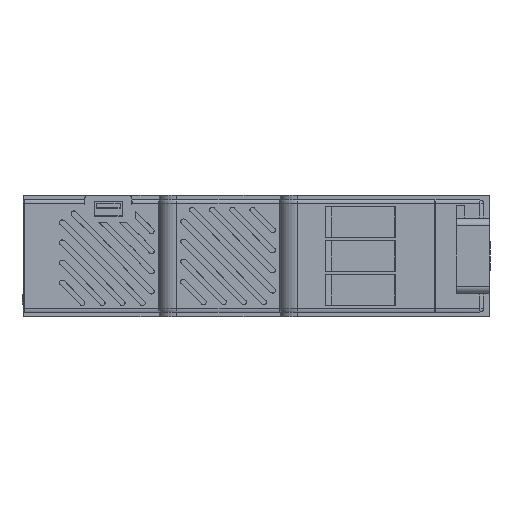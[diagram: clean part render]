
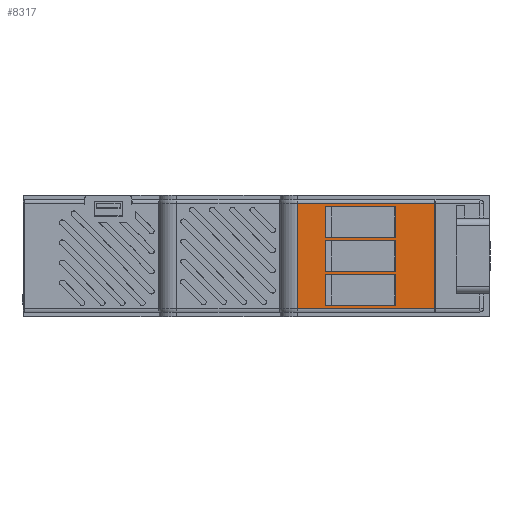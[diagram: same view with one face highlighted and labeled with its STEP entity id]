
A CAD part, left-side view. The second image highlights one B-rep face of the part: STEP entity #8317.
In plain terms, the highlighted planar face has unit normal (-1, 0, 0).
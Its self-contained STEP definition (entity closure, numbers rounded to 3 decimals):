
#346 = LINE ( 'NONE', #2188, #4303 ) ;
#436 = EDGE_LOOP ( 'NONE', ( #6452, #11418, #9681, #4698 ) ) ;
#498 = FACE_BOUND ( 'NONE', #436, .T. ) ;
#688 = VERTEX_POINT ( 'NONE', #10617 ) ;
#825 = VERTEX_POINT ( 'NONE', #7150 ) ;
#850 = LINE ( 'NONE', #10228, #6041 ) ;
#857 = LINE ( 'NONE', #5259, #1473 ) ;
#925 = DIRECTION ( 'NONE',  ( 0., -1., 0. ) ) ;
#1253 = VECTOR ( 'NONE', #6527, 1000. ) ;
#1262 = ORIENTED_EDGE ( 'NONE', *, *, #1989, .F. ) ;
#1277 = LINE ( 'NONE', #9776, #3690 ) ;
#1338 = EDGE_CURVE ( 'NONE', #10062, #10077, #5684, .T. ) ;
#1473 = VECTOR ( 'NONE', #6847, 1000. ) ;
#1512 = VECTOR ( 'NONE', #4014, 1000. ) ;
#1544 = DIRECTION ( 'NONE',  ( 0., 0., -1. ) ) ;
#1636 = LINE ( 'NONE', #8780, #5640 ) ;
#1641 = PLANE ( 'NONE',  #10398 ) ;
#1773 = CARTESIAN_POINT ( 'NONE',  ( -11.729, 14.801, 11.665 ) ) ;
#1989 = EDGE_CURVE ( 'NONE', #10041, #9333, #12769, .T. ) ;
#2188 = CARTESIAN_POINT ( 'NONE',  ( -11.729, 14.801, 2.3 ) ) ;
#2290 = DIRECTION ( 'NONE',  ( 0., 0., -1. ) ) ;
#2416 = EDGE_CURVE ( 'NONE', #2465, #7552, #1277, .T. ) ;
#2465 = VERTEX_POINT ( 'NONE', #5703 ) ;
#2490 = LINE ( 'NONE', #7530, #12615 ) ;
#2688 = CARTESIAN_POINT ( 'NONE',  ( -11.729, 4.441, 11.665 ) ) ;
#2768 = VECTOR ( 'NONE', #10667, 1000. ) ;
#3045 = CARTESIAN_POINT ( 'NONE',  ( -11.729, 4.441, 6.335 ) ) ;
#3470 = VECTOR ( 'NONE', #6461, 1000. ) ;
#3512 = CARTESIAN_POINT ( 'NONE',  ( -11.729, -1.343, 1.2 ) ) ;
#3538 = DIRECTION ( 'NONE',  ( 0., 1., 0. ) ) ;
#3545 = DIRECTION ( 'NONE',  ( 0., -1., 0. ) ) ;
#3595 = EDGE_CURVE ( 'NONE', #10041, #825, #8205, .T. ) ;
#3684 = CARTESIAN_POINT ( 'NONE',  ( -11.729, -1.343, 18. ) ) ;
#3690 = VECTOR ( 'NONE', #9644, 1000. ) ;
#4014 = DIRECTION ( 'NONE',  ( 0., -1., 0. ) ) ;
#4125 = CARTESIAN_POINT ( 'NONE',  ( -11.729, 4.441, 11.335 ) ) ;
#4162 = CARTESIAN_POINT ( 'NONE',  ( -11.729, 14.801, 7.3 ) ) ;
#4303 = VECTOR ( 'NONE', #4429, 1000. ) ;
#4397 = ORIENTED_EDGE ( 'NONE', *, *, #1338, .T. ) ;
#4429 = DIRECTION ( 'NONE',  ( 0., 0., 1. ) ) ;
#4460 = VERTEX_POINT ( 'NONE', #9398 ) ;
#4549 = CARTESIAN_POINT ( 'NONE',  ( -11.729, 14.801, 12.3 ) ) ;
#4591 = ORIENTED_EDGE ( 'NONE', *, *, #9829, .T. ) ;
#4698 = ORIENTED_EDGE ( 'NONE', *, *, #5981, .T. ) ;
#4710 = FACE_BOUND ( 'NONE', #11711, .T. ) ;
#4723 = DIRECTION ( 'NONE',  ( 0., -1., 0. ) ) ;
#4976 = VECTOR ( 'NONE', #4723, 1000. ) ;
#4995 = VECTOR ( 'NONE', #3545, 1000. ) ;
#5058 = EDGE_CURVE ( 'NONE', #2465, #10077, #2490, .T. ) ;
#5112 = EDGE_CURVE ( 'NONE', #7552, #10062, #7474, .T. ) ;
#5259 = CARTESIAN_POINT ( 'NONE',  ( -11.729, 4.441, 12.3 ) ) ;
#5368 = LINE ( 'NONE', #4162, #2768 ) ;
#5539 = CARTESIAN_POINT ( 'NONE',  ( -11.729, 14.801, 11.665 ) ) ;
#5640 = VECTOR ( 'NONE', #10010, 1000. ) ;
#5663 = LINE ( 'NONE', #7702, #4995 ) ;
#5678 = CARTESIAN_POINT ( 'NONE',  ( -11.729, 14.801, 1.665 ) ) ;
#5684 = LINE ( 'NONE', #10032, #4976 ) ;
#5703 = CARTESIAN_POINT ( 'NONE',  ( -11.729, -1.343, 16.8 ) ) ;
#5705 = VERTEX_POINT ( 'NONE', #6402 ) ;
#5730 = DIRECTION ( 'NONE',  ( 0., 1., 0. ) ) ;
#5778 = LINE ( 'NONE', #1773, #9966 ) ;
#5849 = LINE ( 'NONE', #12037, #1512 ) ;
#5981 = EDGE_CURVE ( 'NONE', #688, #5705, #5849, .T. ) ;
#6041 = VECTOR ( 'NONE', #925, 1000. ) ;
#6402 = CARTESIAN_POINT ( 'NONE',  ( -11.729, 4.441, 16.335 ) ) ;
#6450 = LINE ( 'NONE', #4549, #1253 ) ;
#6452 = ORIENTED_EDGE ( 'NONE', *, *, #9729, .F. ) ;
#6461 = DIRECTION ( 'NONE',  ( 0., 0., 1. ) ) ;
#6467 = VERTEX_POINT ( 'NONE', #7516 ) ;
#6527 = DIRECTION ( 'NONE',  ( 0., 0., 1. ) ) ;
#6678 = DIRECTION ( 'NONE',  ( 1., 0., 0. ) ) ;
#6847 = DIRECTION ( 'NONE',  ( 0., 0., 1. ) ) ;
#6964 = FACE_OUTER_BOUND ( 'NONE', #13265, .T. ) ;
#7104 = ORIENTED_EDGE ( 'NONE', *, *, #3595, .T. ) ;
#7115 = VERTEX_POINT ( 'NONE', #13064 ) ;
#7150 = CARTESIAN_POINT ( 'NONE',  ( -11.729, 14.801, 6.665 ) ) ;
#7211 = LINE ( 'NONE', #11199, #8978 ) ;
#7377 = EDGE_CURVE ( 'NONE', #825, #4460, #5368, .T. ) ;
#7417 = ORIENTED_EDGE ( 'NONE', *, *, #11052, .F. ) ;
#7474 = LINE ( 'NONE', #11603, #10243 ) ;
#7516 = CARTESIAN_POINT ( 'NONE',  ( -11.729, 4.441, 1.665 ) ) ;
#7525 = CARTESIAN_POINT ( 'NONE',  ( -11.729, 18.907, 1.2 ) ) ;
#7530 = CARTESIAN_POINT ( 'NONE',  ( -11.729, -1.343, 18. ) ) ;
#7547 = CARTESIAN_POINT ( 'NONE',  ( -11.729, 4.441, 7.3 ) ) ;
#7552 = VERTEX_POINT ( 'NONE', #8024 ) ;
#7615 = VERTEX_POINT ( 'NONE', #3045 ) ;
#7702 = CARTESIAN_POINT ( 'NONE',  ( -11.729, -1.343, 6.335 ) ) ;
#7709 = ORIENTED_EDGE ( 'NONE', *, *, #11932, .T. ) ;
#8024 = CARTESIAN_POINT ( 'NONE',  ( -11.729, 18.907, 16.8 ) ) ;
#8205 = LINE ( 'NONE', #12343, #11684 ) ;
#8317 = ADVANCED_FACE ( 'NONE', ( #4710, #498, #8786, #6964 ), #1641, .F. ) ;
#8780 = CARTESIAN_POINT ( 'NONE',  ( -11.729, 4.441, 2.3 ) ) ;
#8786 = FACE_BOUND ( 'NONE', #9494, .T. ) ;
#8978 = VECTOR ( 'NONE', #11268, 1000. ) ;
#9004 = ORIENTED_EDGE ( 'NONE', *, *, #7377, .T. ) ;
#9333 = VERTEX_POINT ( 'NONE', #4125 ) ;
#9398 = CARTESIAN_POINT ( 'NONE',  ( -11.729, 14.801, 11.335 ) ) ;
#9438 = ORIENTED_EDGE ( 'NONE', *, *, #5112, .T. ) ;
#9494 = EDGE_LOOP ( 'NONE', ( #1262, #7104, #9004, #7709 ) ) ;
#9644 = DIRECTION ( 'NONE',  ( 0., 1., 0. ) ) ;
#9681 = ORIENTED_EDGE ( 'NONE', *, *, #12239, .T. ) ;
#9729 = EDGE_CURVE ( 'NONE', #12885, #5705, #857, .T. ) ;
#9776 = CARTESIAN_POINT ( 'NONE',  ( -11.729, 18.907, 16.8 ) ) ;
#9829 = EDGE_CURVE ( 'NONE', #13181, #7115, #346, .T. ) ;
#9911 = EDGE_CURVE ( 'NONE', #12885, #13058, #5778, .T. ) ;
#9966 = VECTOR ( 'NONE', #3538, 1000. ) ;
#10010 = DIRECTION ( 'NONE',  ( 0., 0., 1. ) ) ;
#10032 = CARTESIAN_POINT ( 'NONE',  ( -11.729, -1.343, 1.2 ) ) ;
#10041 = VERTEX_POINT ( 'NONE', #11742 ) ;
#10062 = VERTEX_POINT ( 'NONE', #7525 ) ;
#10077 = VERTEX_POINT ( 'NONE', #3512 ) ;
#10228 = CARTESIAN_POINT ( 'NONE',  ( -11.729, -1.343, 11.335 ) ) ;
#10243 = VECTOR ( 'NONE', #2290, 1000. ) ;
#10398 = AXIS2_PLACEMENT_3D ( 'NONE', #3684, #6678, #5730 ) ;
#10617 = CARTESIAN_POINT ( 'NONE',  ( -11.729, 14.801, 16.335 ) ) ;
#10667 = DIRECTION ( 'NONE',  ( 0., 0., 1. ) ) ;
#10957 = EDGE_CURVE ( 'NONE', #7115, #7615, #5663, .T. ) ;
#11052 = EDGE_CURVE ( 'NONE', #6467, #7615, #1636, .T. ) ;
#11199 = CARTESIAN_POINT ( 'NONE',  ( -11.729, 14.801, 1.665 ) ) ;
#11268 = DIRECTION ( 'NONE',  ( 0., 1., 0. ) ) ;
#11297 = ORIENTED_EDGE ( 'NONE', *, *, #12548, .T. ) ;
#11418 = ORIENTED_EDGE ( 'NONE', *, *, #9911, .T. ) ;
#11603 = CARTESIAN_POINT ( 'NONE',  ( -11.729, 18.907, 18. ) ) ;
#11684 = VECTOR ( 'NONE', #13156, 1000. ) ;
#11711 = EDGE_LOOP ( 'NONE', ( #7417, #11297, #4591, #11850 ) ) ;
#11742 = CARTESIAN_POINT ( 'NONE',  ( -11.729, 4.441, 6.665 ) ) ;
#11850 = ORIENTED_EDGE ( 'NONE', *, *, #10957, .T. ) ;
#11932 = EDGE_CURVE ( 'NONE', #4460, #9333, #850, .T. ) ;
#12037 = CARTESIAN_POINT ( 'NONE',  ( -11.729, -1.343, 16.335 ) ) ;
#12239 = EDGE_CURVE ( 'NONE', #13058, #688, #6450, .T. ) ;
#12314 = ORIENTED_EDGE ( 'NONE', *, *, #2416, .T. ) ;
#12343 = CARTESIAN_POINT ( 'NONE',  ( -11.729, 14.801, 6.665 ) ) ;
#12548 = EDGE_CURVE ( 'NONE', #6467, #13181, #7211, .T. ) ;
#12615 = VECTOR ( 'NONE', #1544, 1000. ) ;
#12769 = LINE ( 'NONE', #7547, #3470 ) ;
#12885 = VERTEX_POINT ( 'NONE', #2688 ) ;
#13058 = VERTEX_POINT ( 'NONE', #5539 ) ;
#13064 = CARTESIAN_POINT ( 'NONE',  ( -11.729, 14.801, 6.335 ) ) ;
#13156 = DIRECTION ( 'NONE',  ( 0., 1., 0. ) ) ;
#13181 = VERTEX_POINT ( 'NONE', #5678 ) ;
#13265 = EDGE_LOOP ( 'NONE', ( #13443, #12314, #9438, #4397 ) ) ;
#13443 = ORIENTED_EDGE ( 'NONE', *, *, #5058, .F. ) ;
